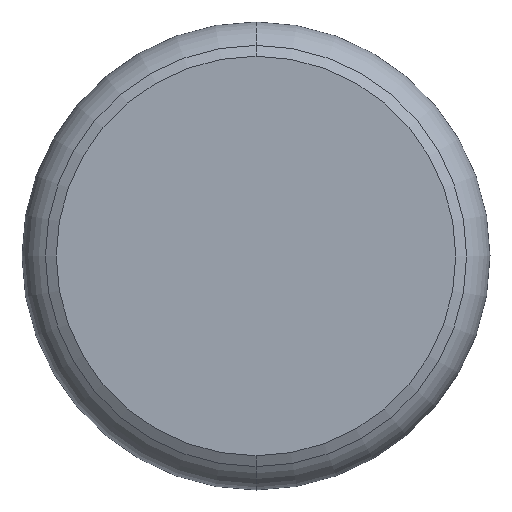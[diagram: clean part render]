
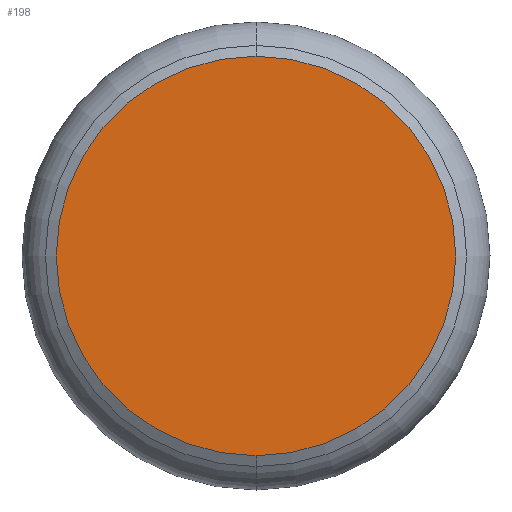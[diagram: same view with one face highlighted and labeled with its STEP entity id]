
A CAD part, front view. The second image highlights one B-rep face of the part: STEP entity #198.
In plain terms, the highlighted planar face has unit normal (0, -1, 0).
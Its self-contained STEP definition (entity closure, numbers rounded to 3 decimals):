
#13 = VERTEX_POINT ( 'NONE', #564 ) ;
#50 = AXIS2_PLACEMENT_3D ( 'NONE', #131, #769, #461 ) ;
#83 = CIRCLE ( 'NONE', #595, 8.536 ) ;
#118 = EDGE_CURVE ( 'NONE', #13, #223, #388, .T. ) ;
#123 = ORIENTED_EDGE ( 'NONE', *, *, #118, .F. ) ;
#131 = CARTESIAN_POINT ( 'NONE',  ( 7.8, 0., 0. ) ) ;
#136 = EDGE_CURVE ( 'NONE', #223, #13, #83, .T. ) ;
#198 = ADVANCED_FACE ( 'NONE', ( #258 ), #397, .F. ) ;
#207 = EDGE_LOOP ( 'NONE', ( #519, #123 ) ) ;
#223 = VERTEX_POINT ( 'NONE', #262 ) ;
#258 = FACE_OUTER_BOUND ( 'NONE', #207, .T. ) ;
#262 = CARTESIAN_POINT ( 'NONE',  ( 0., 0., 8.536 ) ) ;
#388 = CIRCLE ( 'NONE', #887, 8.536 ) ;
#397 = PLANE ( 'NONE',  #50 ) ;
#461 = DIRECTION ( 'NONE',  ( 0., 0., 1. ) ) ;
#519 = ORIENTED_EDGE ( 'NONE', *, *, #136, .F. ) ;
#532 = DIRECTION ( 'NONE',  ( 1., 0., 0. ) ) ;
#542 = DIRECTION ( 'NONE',  ( 0., 1., 0. ) ) ;
#558 = DIRECTION ( 'NONE',  ( 0., 1., 0. ) ) ;
#564 = CARTESIAN_POINT ( 'NONE',  ( 0., 0., -8.536 ) ) ;
#595 = AXIS2_PLACEMENT_3D ( 'NONE', #705, #542, #532 ) ;
#705 = CARTESIAN_POINT ( 'NONE',  ( 0., 0., 0. ) ) ;
#769 = DIRECTION ( 'NONE',  ( 0., 1., 0. ) ) ;
#777 = CARTESIAN_POINT ( 'NONE',  ( 0., 0., 0. ) ) ;
#851 = DIRECTION ( 'NONE',  ( 1., 0., 0. ) ) ;
#887 = AXIS2_PLACEMENT_3D ( 'NONE', #777, #558, #851 ) ;
